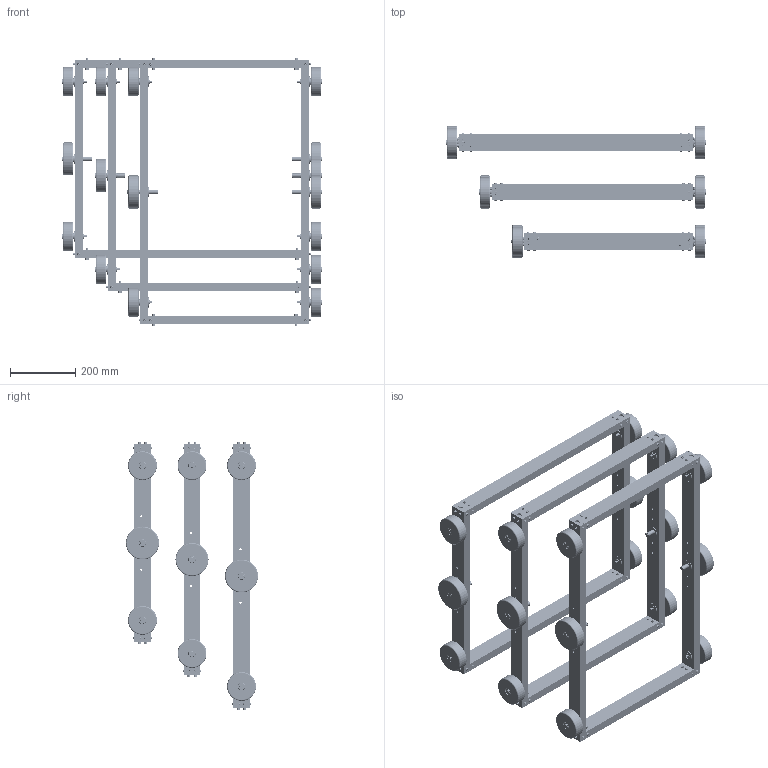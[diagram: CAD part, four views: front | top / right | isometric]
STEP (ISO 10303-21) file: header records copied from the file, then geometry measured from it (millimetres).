
FILE_DESCRIPTION(/* description */ (''),/* implementation_level */ '2;1');
FILE_NAME(/* name */ '6wd_complete_chassis_layouts.stp',/* time_stamp */ '2014-01-03T09:16:18-06:00',/* author */ ('ajlapp'),/* organization */ (''),/* preprocessor_version */ 'ST-DEVELOPER v15.2',/* originating_system */ 'Autodesk Inventor 2014',/* authorisation */ '');
FILE_SCHEMA (('AUTOMOTIVE_DESIGN { 1 0 10303 214 3 1 1 }'));
Length unit declared in the file: inch
Products named in the file (36): 32in_simple_tube_6wd; st_end_plug; brf-08; simpletube_wheel_axle; colson_performa_wheel_3500in; colson_hub; snap_ring_97633A200; 125_key; 17t_double_sprocket; sensor_pin; vexpro_spacer; colson_wheel_asm_3500; simpletube_drive_axle; colson_performa_wheel_4in; colson_wheel_asm_drive; 25_chain_6wd; bhcs_91255A242; 32in_simpletube_6wd_asm; simpletube_ladder_tube_19; sl__end_plug; 90128A225; 90631A011; simpletube_ladder_19; 32in_simpletube_chassis_6wd; 28in_simple_tube_6wd; 28in_simpletube_asm_6wd; simpletube_ladder_tube_23; simpletube_ladder_23; 28in_simpletube_chassis_6wd; 24in_simple_tube_6wd; colson_wheel_asm; 24in_simpletube_asm_6wd; simpletube_ladder_tube_31; simpletube_ladder_31; 24in_simpletube_chassis_6wd; all_chassis_asm_stack_6wd
Bounding box: 800.13 x 406.38 x 822.45 mm (x, y, z)
Volume: 8103282.7 mm3; surface area: 3196239.7 mm2
Topology: 376 solids, 376 shells, 20870 faces, 63752 edges, 44150 vertices
Faces by surface type: cylinder 10428, plane 7116, cone 3074, torus 108, bspline 96, sphere 48
Full cylindrical faces by diameter (mm): 1.194 x80, 3.683 x160, 3.905 x24, 4.056 x624, 4.826 x576, 5.08 x96, 5.105 x112, 5.334 x32, 5.723 x24, 5.969 x12, 6.35 x24, 6.756 x72, 7.925 x48, 9.169 x48, 11.125 x24, 11.887 x36, 12.7 x96, 16.256 x72, 19.05 x14, 22.86 x6, 23.012 x12, 25.4 x90, 28.575 x72, 31.75 x36, 88.9 x12, 101.6 x6
Entity records: 45241 total; most frequent: CARTESIAN_POINT 14012, DIRECTION 6382, ORIENTED_EDGE 6120, EDGE_CURVE 3060, AXIS2_PLACEMENT_3D 2588, VERTEX_POINT 2239, EDGE_LOOP 1775, CIRCLE 1216
